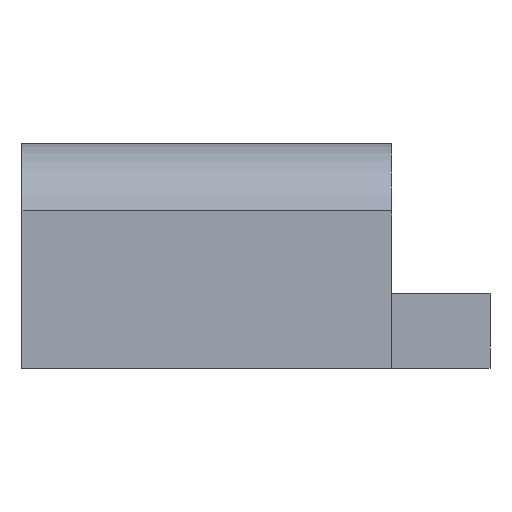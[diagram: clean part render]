
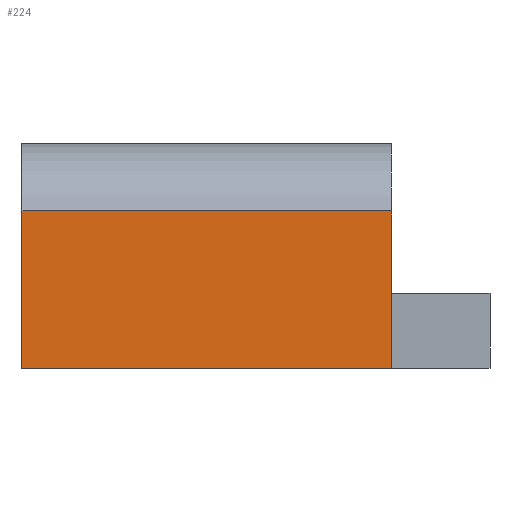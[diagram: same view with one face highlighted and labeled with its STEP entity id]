
A CAD part, front view. The second image highlights one B-rep face of the part: STEP entity #224.
In plain terms, the highlighted planar face has unit normal (0, -1, 0).
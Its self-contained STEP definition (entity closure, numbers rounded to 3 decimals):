
#27=FACE_OUTER_BOUND('',#40,.T.);
#40=EDGE_LOOP('',(#154,#155,#156,#157));
#56=LINE('',#347,#80);
#57=LINE('',#349,#81);
#58=LINE('',#351,#82);
#59=LINE('',#352,#83);
#80=VECTOR('',#283,10.);
#81=VECTOR('',#284,10.);
#82=VECTOR('',#285,10.);
#83=VECTOR('',#286,10.);
#104=VERTEX_POINT('',#345);
#105=VERTEX_POINT('',#346);
#106=VERTEX_POINT('',#348);
#107=VERTEX_POINT('',#350);
#124=EDGE_CURVE('',#104,#105,#56,.T.);
#125=EDGE_CURVE('',#106,#104,#57,.T.);
#126=EDGE_CURVE('',#107,#106,#58,.T.);
#127=EDGE_CURVE('',#105,#107,#59,.T.);
#154=ORIENTED_EDGE('',*,*,#124,.F.);
#155=ORIENTED_EDGE('',*,*,#125,.F.);
#156=ORIENTED_EDGE('',*,*,#126,.F.);
#157=ORIENTED_EDGE('',*,*,#127,.F.);
#214=PLANE('',#260);
#224=ADVANCED_FACE('',(#27),#214,.F.);
#260=AXIS2_PLACEMENT_3D('',#344,#281,#282);
#281=DIRECTION('center_axis',(0.,1.,0.));
#282=DIRECTION('ref_axis',(0.,0.,1.));
#283=DIRECTION('',(1.,0.,0.));
#284=DIRECTION('',(0.,0.,1.));
#285=DIRECTION('',(-1.,0.,0.));
#286=DIRECTION('',(0.,0.,-1.));
#344=CARTESIAN_POINT('Origin',(9.875,0.2,6.));
#345=CARTESIAN_POINT('',(0.,0.2,8.4));
#346=CARTESIAN_POINT('',(19.75,0.2,8.4));
#347=CARTESIAN_POINT('',(25.,0.2,8.4));
#348=CARTESIAN_POINT('',(0.,0.2,0.));
#349=CARTESIAN_POINT('',(0.,0.2,3.));
#350=CARTESIAN_POINT('',(19.75,0.2,0.));
#351=CARTESIAN_POINT('',(11.188,0.2,0.));
#352=CARTESIAN_POINT('',(19.75,0.2,3.));
